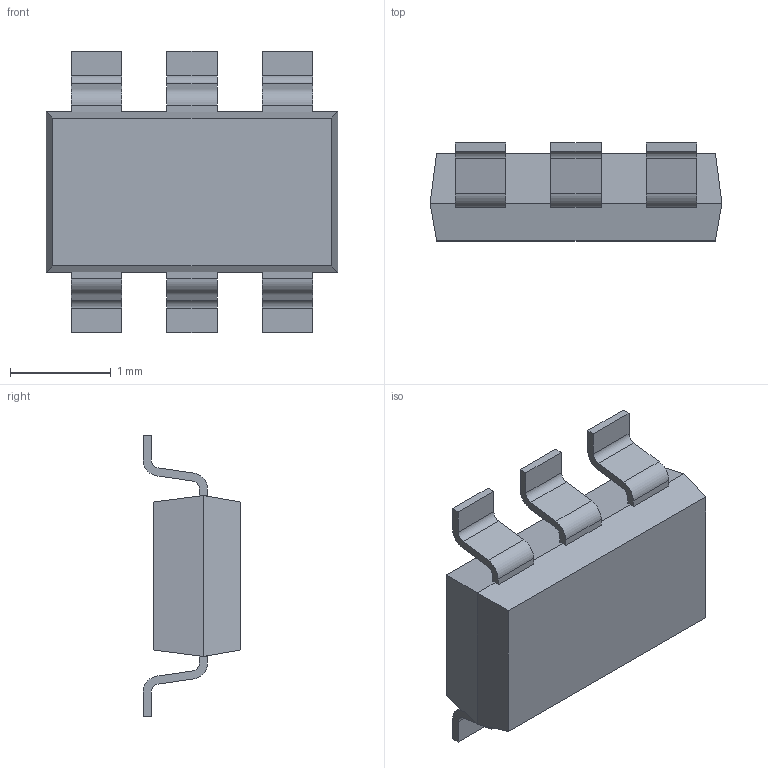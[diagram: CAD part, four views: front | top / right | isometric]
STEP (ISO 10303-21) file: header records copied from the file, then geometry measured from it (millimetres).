
FILE_DESCRIPTION (( 'STEP AP214' ), '1' );
FILE_NAME ('ADR121AUJZ-R2.STEP', '2022-07-15T10:57:37', ( '' ), ( '' ), 'SwSTEP 2.0', 'SolidWorks 2018', '' );
FILE_SCHEMA (( 'AUTOMOTIVE_DESIGN' ));
Length unit declared in the file: millimetre
Products named in the file (1): ADR121AUJZ-R2
Bounding box: 2.9 x 0.97 x 2.8 mm (x, y, z)
Volume: 4 mm3; surface area: 22.9 mm2
Topology: 1 solids, 1 shells, 88 faces, 254 edges, 168 vertices
Faces by surface type: plane 64, cylinder 24
Entity records: 3876 total; most frequent: CARTESIAN_POINT 511, ORIENTED_EDGE 508, DIRECTION 480, EDGE_CURVE 254, LINE 206, VECTOR 206, VERTEX_POINT 168, AXIS2_PLACEMENT_3D 137
